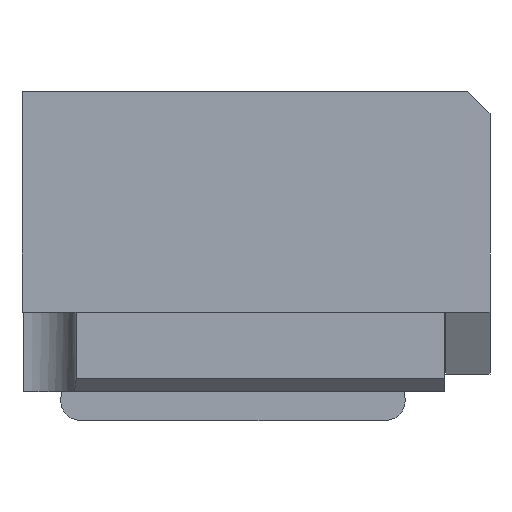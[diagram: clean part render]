
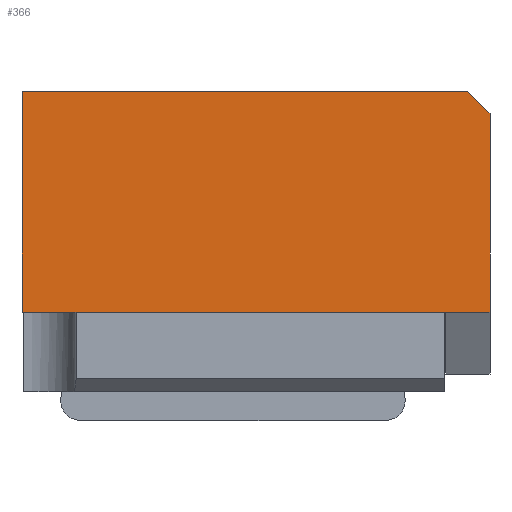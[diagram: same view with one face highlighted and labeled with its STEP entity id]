
A CAD part, front view. The second image highlights one B-rep face of the part: STEP entity #366.
In plain terms, the highlighted planar face has unit normal (0, -1, 0).
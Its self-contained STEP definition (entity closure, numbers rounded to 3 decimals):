
#128 = VERTEX_POINT('',#129);
#129 = CARTESIAN_POINT('',(2.2,18.,6.6));
#186 = VERTEX_POINT('',#187);
#187 = CARTESIAN_POINT('',(-19.,18.,6.6));
#193 = EDGE_CURVE('',#186,#128,#194,.T.);
#194 = LINE('',#195,#196);
#195 = CARTESIAN_POINT('',(-19.,18.,6.6));
#196 = VECTOR('',#197,1.);
#197 = DIRECTION('',(1.,0.,0.));
#307 = EDGE_CURVE('',#128,#308,#310,.T.);
#308 = VERTEX_POINT('',#309);
#309 = CARTESIAN_POINT('',(2.2,18.,15.6));
#310 = LINE('',#311,#312);
#311 = CARTESIAN_POINT('',(2.2,18.,6.6));
#312 = VECTOR('',#313,1.);
#313 = DIRECTION('',(0.,0.,1.));
#366 = ADVANCED_FACE('',(#367),#393,.F.);
#367 = FACE_BOUND('',#368,.F.);
#368 = EDGE_LOOP('',(#369,#370,#371,#379,#387));
#369 = ORIENTED_EDGE('',*,*,#307,.F.);
#370 = ORIENTED_EDGE('',*,*,#193,.F.);
#371 = ORIENTED_EDGE('',*,*,#372,.T.);
#372 = EDGE_CURVE('',#186,#373,#375,.T.);
#373 = VERTEX_POINT('',#374);
#374 = CARTESIAN_POINT('',(-19.,18.,16.6));
#375 = LINE('',#376,#377);
#376 = CARTESIAN_POINT('',(-19.,18.,6.6));
#377 = VECTOR('',#378,1.);
#378 = DIRECTION('',(0.,0.,1.));
#379 = ORIENTED_EDGE('',*,*,#380,.T.);
#380 = EDGE_CURVE('',#373,#381,#383,.T.);
#381 = VERTEX_POINT('',#382);
#382 = CARTESIAN_POINT('',(1.2,18.,16.6));
#383 = LINE('',#384,#385);
#384 = CARTESIAN_POINT('',(-19.,18.,16.6));
#385 = VECTOR('',#386,1.);
#386 = DIRECTION('',(1.,0.,0.));
#387 = ORIENTED_EDGE('',*,*,#388,.F.);
#388 = EDGE_CURVE('',#308,#381,#389,.T.);
#389 = LINE('',#390,#391);
#390 = CARTESIAN_POINT('',(-1.1,18.,18.9));
#391 = VECTOR('',#392,1.);
#392 = DIRECTION('',(-0.707,0.,0.707));
#393 = PLANE('',#394);
#394 = AXIS2_PLACEMENT_3D('',#395,#396,#397);
#395 = CARTESIAN_POINT('',(-19.,18.,6.6));
#396 = DIRECTION('',(0.,1.,0.));
#397 = DIRECTION('',(1.,0.,0.));
